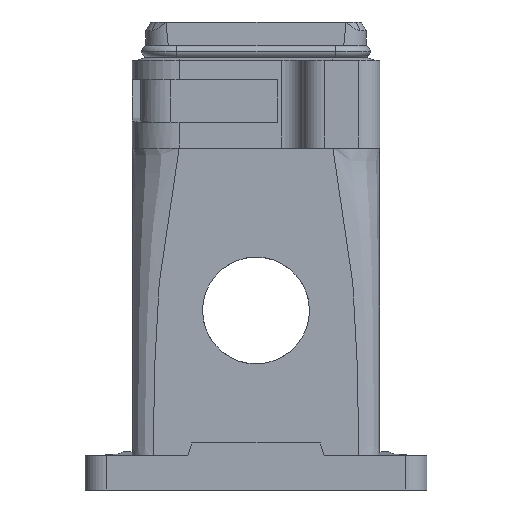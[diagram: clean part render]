
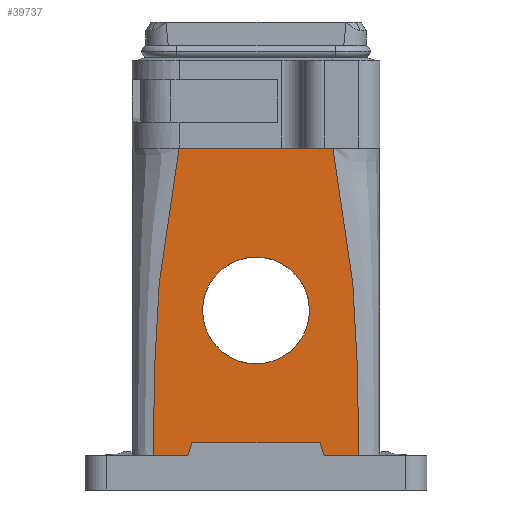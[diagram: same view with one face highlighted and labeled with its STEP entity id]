
A CAD part, front view. The second image highlights one B-rep face of the part: STEP entity #39737.
In plain terms, the highlighted planar face has unit normal (0, -1, 0).
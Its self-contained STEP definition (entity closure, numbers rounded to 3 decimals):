
#2227=AXIS2_PLACEMENT_3D('Circle Axis2P3D',#2225,#2226,$) ;
#39715=AXIS2_PLACEMENT_3D('Plane Axis2P3D',#39712,#39713,#39714) ;
#39730=AXIS2_PLACEMENT_3D('Circle Axis2P3D',#39728,#39729,$) ;
#2222=CARTESIAN_POINT('Vertex',(29.03,29.5,47.993)) ;
#2225=CARTESIAN_POINT('Axis2P3D Location',(40.,29.5,42.)) ;
#2229=CARTESIAN_POINT('Vertex',(50.97,29.5,36.007)) ;
#2919=CARTESIAN_POINT('Vertex',(16.,29.5,8.)) ;
#2923=CARTESIAN_POINT('Control Point',(22.,29.5,80.)) ;
#2924=CARTESIAN_POINT('Control Point',(22.,29.5,79.692)) ;
#2925=CARTESIAN_POINT('Control Point',(22.,29.5,79.387)) ;
#2926=CARTESIAN_POINT('Control Point',(21.999,29.5,79.098)) ;
#2927=CARTESIAN_POINT('Control Point',(21.993,29.5,78.474)) ;
#2928=CARTESIAN_POINT('Control Point',(21.978,29.5,77.849)) ;
#2929=CARTESIAN_POINT('Control Point',(21.967,29.5,77.532)) ;
#2930=CARTESIAN_POINT('Control Point',(21.9,29.5,76.111)) ;
#2931=CARTESIAN_POINT('Control Point',(21.752,29.5,74.694)) ;
#2932=CARTESIAN_POINT('Control Point',(21.578,29.5,73.597)) ;
#2933=CARTESIAN_POINT('Control Point',(21.17,29.5,71.575)) ;
#2934=CARTESIAN_POINT('Control Point',(20.67,29.5,69.567)) ;
#2935=CARTESIAN_POINT('Control Point',(20.431,29.5,68.644)) ;
#2936=CARTESIAN_POINT('Control Point',(19.976,29.5,66.856)) ;
#2937=CARTESIAN_POINT('Control Point',(19.567,29.5,65.061)) ;
#2938=CARTESIAN_POINT('Control Point',(19.386,29.5,64.191)) ;
#2939=CARTESIAN_POINT('Control Point',(19.126,29.5,62.781)) ;
#2940=CARTESIAN_POINT('Control Point',(18.895,29.5,61.369)) ;
#2941=CARTESIAN_POINT('Control Point',(18.816,29.5,60.875)) ;
#2942=CARTESIAN_POINT('Control Point',(18.652,29.5,59.807)) ;
#2943=CARTESIAN_POINT('Control Point',(18.499,29.5,58.737)) ;
#2944=CARTESIAN_POINT('Control Point',(18.426,29.5,58.206)) ;
#2945=CARTESIAN_POINT('Control Point',(17.469,29.5,51.049)) ;
#2946=CARTESIAN_POINT('Control Point',(16.927,29.5,43.855)) ;
#2947=CARTESIAN_POINT('Control Point',(16.528,29.5,37.157)) ;
#2948=CARTESIAN_POINT('Control Point',(16.152,29.5,27.47)) ;
#2949=CARTESIAN_POINT('Control Point',(16.022,29.5,17.78)) ;
#2950=CARTESIAN_POINT('Control Point',(16.003,29.5,14.755)) ;
#2951=CARTESIAN_POINT('Control Point',(16.,29.5,11.607)) ;
#2952=CARTESIAN_POINT('Control Point',(16.,29.5,8.458)) ;
#2953=CARTESIAN_POINT('Control Point',(16.,29.5,8.322)) ;
#2954=CARTESIAN_POINT('Control Point',(16.,29.5,8.17)) ;
#2955=CARTESIAN_POINT('Control Point',(16.,29.5,8.)) ;
#2956=CARTESIAN_POINT('Vertex',(22.,29.499,80.)) ;
#3603=CARTESIAN_POINT('Vertex',(24.063,29.5,8.)) ;
#3606=CARTESIAN_POINT('Line Origine',(20.031,29.5,8.)) ;
#3693=CARTESIAN_POINT('Line Origine',(34.,29.499,80.)) ;
#3697=CARTESIAN_POINT('Vertex',(46.,29.499,80.)) ;
#4149=CARTESIAN_POINT('Line Origine',(24.531,29.5,9.5)) ;
#4153=CARTESIAN_POINT('Vertex',(25.,29.5,11.)) ;
#4364=CARTESIAN_POINT('Vertex',(55.938,29.5,8.)) ;
#4367=CARTESIAN_POINT('Line Origine',(55.469,29.5,9.5)) ;
#4371=CARTESIAN_POINT('Vertex',(55.,29.5,11.)) ;
#4391=CARTESIAN_POINT('Line Origine',(40.,29.5,11.)) ;
#15366=CARTESIAN_POINT('Line Origine',(52.,29.5,80.)) ;
#15370=CARTESIAN_POINT('Vertex',(58.,29.5,80.)) ;
#36245=CARTESIAN_POINT('Control Point',(58.,29.5,80.)) ;
#36246=CARTESIAN_POINT('Control Point',(58.,29.5,79.692)) ;
#36247=CARTESIAN_POINT('Control Point',(58.,29.5,79.387)) ;
#36248=CARTESIAN_POINT('Control Point',(58.001,29.5,79.098)) ;
#36249=CARTESIAN_POINT('Control Point',(58.007,29.5,78.474)) ;
#36250=CARTESIAN_POINT('Control Point',(58.022,29.5,77.849)) ;
#36251=CARTESIAN_POINT('Control Point',(58.033,29.5,77.532)) ;
#36252=CARTESIAN_POINT('Control Point',(58.1,29.5,76.111)) ;
#36253=CARTESIAN_POINT('Control Point',(58.248,29.5,74.694)) ;
#36254=CARTESIAN_POINT('Control Point',(58.422,29.5,73.597)) ;
#36255=CARTESIAN_POINT('Control Point',(58.83,29.5,71.575)) ;
#36256=CARTESIAN_POINT('Control Point',(59.33,29.5,69.567)) ;
#36257=CARTESIAN_POINT('Control Point',(59.569,29.5,68.644)) ;
#36258=CARTESIAN_POINT('Control Point',(60.024,29.5,66.856)) ;
#36259=CARTESIAN_POINT('Control Point',(60.433,29.5,65.061)) ;
#36260=CARTESIAN_POINT('Control Point',(60.614,29.5,64.191)) ;
#36261=CARTESIAN_POINT('Control Point',(60.874,29.5,62.781)) ;
#36262=CARTESIAN_POINT('Control Point',(61.105,29.5,61.369)) ;
#36263=CARTESIAN_POINT('Control Point',(61.184,29.5,60.875)) ;
#36264=CARTESIAN_POINT('Control Point',(61.348,29.5,59.807)) ;
#36265=CARTESIAN_POINT('Control Point',(61.501,29.5,58.737)) ;
#36266=CARTESIAN_POINT('Control Point',(61.574,29.5,58.206)) ;
#36267=CARTESIAN_POINT('Control Point',(62.531,29.5,51.049)) ;
#36268=CARTESIAN_POINT('Control Point',(63.073,29.5,43.855)) ;
#36269=CARTESIAN_POINT('Control Point',(63.472,29.5,37.157)) ;
#36270=CARTESIAN_POINT('Control Point',(63.848,29.5,27.47)) ;
#36271=CARTESIAN_POINT('Control Point',(63.978,29.5,17.78)) ;
#36272=CARTESIAN_POINT('Control Point',(63.997,29.5,14.755)) ;
#36273=CARTESIAN_POINT('Control Point',(64.,29.5,11.607)) ;
#36274=CARTESIAN_POINT('Control Point',(64.,29.5,8.458)) ;
#36275=CARTESIAN_POINT('Control Point',(64.,29.5,8.322)) ;
#36276=CARTESIAN_POINT('Control Point',(64.,29.5,8.17)) ;
#36277=CARTESIAN_POINT('Control Point',(64.,29.5,8.)) ;
#36278=CARTESIAN_POINT('Vertex',(64.,29.5,8.)) ;
#39252=CARTESIAN_POINT('Line Origine',(59.969,29.5,8.)) ;
#39712=CARTESIAN_POINT('Axis2P3D Location',(69.,29.5,8.)) ;
#39728=CARTESIAN_POINT('Axis2P3D Location',(40.,29.5,42.)) ;
#2226=DIRECTION('Axis2P3D Direction',(-0.,1.,0.)) ;
#3607=DIRECTION('Vector Direction',(-1.,0.,0.)) ;
#3694=DIRECTION('Vector Direction',(1.,0.,0.)) ;
#4150=DIRECTION('Vector Direction',(0.298,0.,0.954)) ;
#4368=DIRECTION('Vector Direction',(-0.298,0.,0.954)) ;
#4392=DIRECTION('Vector Direction',(1.,0.,0.)) ;
#15367=DIRECTION('Vector Direction',(-1.,0.,0.)) ;
#39253=DIRECTION('Vector Direction',(-1.,0.,0.)) ;
#39713=DIRECTION('Axis2P3D Direction',(0.,1.,0.)) ;
#39714=DIRECTION('Axis2P3D XDirection',(-1.,0.,0.)) ;
#39729=DIRECTION('Axis2P3D Direction',(0.,1.,0.)) ;
#3608=VECTOR('Line Direction',#3607,1.) ;
#3695=VECTOR('Line Direction',#3694,1.) ;
#4151=VECTOR('Line Direction',#4150,1.) ;
#4369=VECTOR('Line Direction',#4368,1.) ;
#4393=VECTOR('Line Direction',#4392,1.) ;
#15368=VECTOR('Line Direction',#15367,1.) ;
#39254=VECTOR('Line Direction',#39253,1.) ;
#39718=ORIENTED_EDGE('',*,*,#2958,.F.) ;
#39719=ORIENTED_EDGE('',*,*,#3610,.T.) ;
#39720=ORIENTED_EDGE('',*,*,#4155,.T.) ;
#39721=ORIENTED_EDGE('',*,*,#4395,.T.) ;
#39722=ORIENTED_EDGE('',*,*,#4373,.F.) ;
#39723=ORIENTED_EDGE('',*,*,#39256,.T.) ;
#39724=ORIENTED_EDGE('',*,*,#36280,.T.) ;
#39725=ORIENTED_EDGE('',*,*,#15372,.F.) ;
#39726=ORIENTED_EDGE('',*,*,#3699,.F.) ;
#39734=ORIENTED_EDGE('',*,*,#39732,.T.) ;
#39735=ORIENTED_EDGE('',*,*,#2231,.T.) ;
#39736=FACE_BOUND('',#39733,.T.) ;
#39737=ADVANCED_FACE('Housing',(#39727,#39736),#39716,.F.) ;
#2922=B_SPLINE_CURVE_WITH_KNOTS('',5,(#2923,#2924,#2925,#2926,#2927,#2928,#2929,#2930,#2931,#2932,#2933,#2934,#2935,#2936,#2937,#2938,#2939,#2940,#2941,#2942,#2943,#2944,#2945,#2946,#2947,#2948,#2949,#2950,#2951,#2952,#2953,#2954,#2955),.UNSPECIFIED.,.F.,.U.,(6,3,3,3,3,3,3,3,3,3,6),(24.942,27.609,30.353,39.921,48.093,55.732,60.435,65.06,122.789,148.983,150.058),.UNSPECIFIED.) ;
#36244=B_SPLINE_CURVE_WITH_KNOTS('',5,(#36245,#36246,#36247,#36248,#36249,#36250,#36251,#36252,#36253,#36254,#36255,#36256,#36257,#36258,#36259,#36260,#36261,#36262,#36263,#36264,#36265,#36266,#36267,#36268,#36269,#36270,#36271,#36272,#36273,#36274,#36275,#36276,#36277),.UNSPECIFIED.,.F.,.U.,(6,3,3,3,3,3,3,3,3,3,6),(24.942,27.609,30.353,39.921,48.093,55.732,60.435,65.06,122.789,148.983,150.058),.UNSPECIFIED.) ;
#2228=CIRCLE('generated circle',#2227,12.5) ;
#39731=CIRCLE('generated circle',#39730,12.5) ;
#2231=EDGE_CURVE('',#2230,#2223,#2228,.T.) ;
#2958=EDGE_CURVE('',#2920,#2957,#2922,.F.) ;
#3610=EDGE_CURVE('',#2920,#3604,#3609,.F.) ;
#3699=EDGE_CURVE('',#2957,#3698,#3696,.T.) ;
#4155=EDGE_CURVE('',#3604,#4154,#4152,.T.) ;
#4373=EDGE_CURVE('',#4365,#4372,#4370,.T.) ;
#4395=EDGE_CURVE('',#4154,#4372,#4394,.T.) ;
#15372=EDGE_CURVE('',#3698,#15371,#15369,.F.) ;
#36280=EDGE_CURVE('',#36279,#15371,#36244,.F.) ;
#39256=EDGE_CURVE('',#4365,#36279,#39255,.F.) ;
#39732=EDGE_CURVE('',#2223,#2230,#39731,.T.) ;
#39717=EDGE_LOOP('',(#39718,#39719,#39720,#39721,#39722,#39723,#39724,#39725,#39726)) ;
#39733=EDGE_LOOP('',(#39734,#39735)) ;
#39727=FACE_OUTER_BOUND('',#39717,.T.) ;
#3609=LINE('Line',#3606,#3608) ;
#3696=LINE('Line',#3693,#3695) ;
#4152=LINE('Line',#4149,#4151) ;
#4370=LINE('Line',#4367,#4369) ;
#4394=LINE('Line',#4391,#4393) ;
#15369=LINE('Line',#15366,#15368) ;
#39255=LINE('Line',#39252,#39254) ;
#39716=PLANE('',#39715) ;
#2223=VERTEX_POINT('',#2222) ;
#2230=VERTEX_POINT('',#2229) ;
#2920=VERTEX_POINT('',#2919) ;
#2957=VERTEX_POINT('',#2956) ;
#3604=VERTEX_POINT('',#3603) ;
#3698=VERTEX_POINT('',#3697) ;
#4154=VERTEX_POINT('',#4153) ;
#4365=VERTEX_POINT('',#4364) ;
#4372=VERTEX_POINT('',#4371) ;
#15371=VERTEX_POINT('',#15370) ;
#36279=VERTEX_POINT('',#36278) ;
